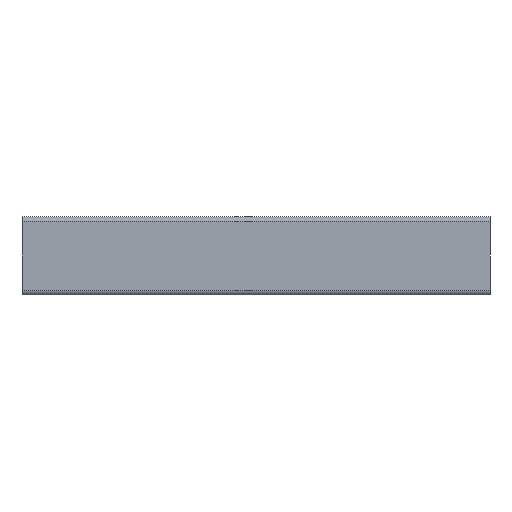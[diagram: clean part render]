
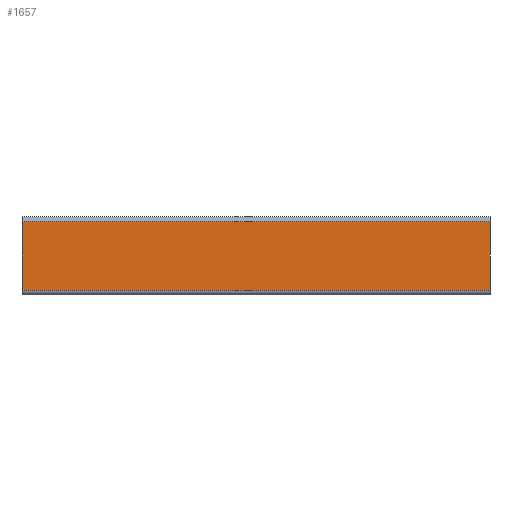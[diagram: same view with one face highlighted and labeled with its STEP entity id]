
A CAD part, left-side view. The second image highlights one B-rep face of the part: STEP entity #1657.
In plain terms, the highlighted face is planar.
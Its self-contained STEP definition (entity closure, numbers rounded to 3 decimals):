
#993 = CARTESIAN_POINT ( 'NONE',  ( 25., 22., -300. ) ) ;
#1021 = CARTESIAN_POINT ( 'NONE',  ( 25., -22., -300. ) ) ;
#1023 = CARTESIAN_POINT ( 'NONE',  ( 25., -22., 0. ) ) ;
#1029 = CARTESIAN_POINT ( 'NONE',  ( 25., 22., 0. ) ) ;
#1195 = DIRECTION ( 'NONE',  ( 0., 0., 1. ) ) ;
#1206 = LINE ( 'NONE', #1207, #4577 ) ;
#1207 = CARTESIAN_POINT ( 'NONE',  ( 25., 22., -300. ) ) ;
#1222 = LINE ( 'NONE', #1249, #4624 ) ;
#1249 = CARTESIAN_POINT ( 'NONE',  ( 25., -22., 0. ) ) ;
#1254 = DIRECTION ( 'NONE',  ( 0., 1., 0. ) ) ;
#1329 = DIRECTION ( 'NONE',  ( 0., 1., 0. ) ) ;
#1332 = LINE ( 'NONE', #1333, #4592 ) ;
#1333 = CARTESIAN_POINT ( 'NONE',  ( 25., -22., -300. ) ) ;
#1582 = LINE ( 'NONE', #1588, #4531 ) ;
#1588 = CARTESIAN_POINT ( 'NONE',  ( 25., -22., -300. ) ) ;
#1596 = DIRECTION ( 'NONE',  ( 0., 0., 1. ) ) ;
#1657 = ADVANCED_FACE ( 'PLANAR_21', ( #5325 ), #5327, .T. ) ;
#2020 = EDGE_LOOP ( 'NONE', ( #3096, #3091, #3070, #3119 ) ) ;
#2156 = VERTEX_POINT ( 'NONE', #993 ) ;
#2186 = VERTEX_POINT ( 'NONE', #1021 ) ;
#2189 = VERTEX_POINT ( 'NONE', #1023 ) ;
#2205 = VERTEX_POINT ( 'NONE', #1029 ) ;
#3070 = ORIENTED_EDGE ( 'NONE', *, *, #3877, .T. ) ;
#3091 = ORIENTED_EDGE ( 'NONE', *, *, #3805, .F. ) ;
#3096 = ORIENTED_EDGE ( 'NONE', *, *, #3835, .F. ) ;
#3119 = ORIENTED_EDGE ( 'NONE', *, *, #3815, .T. ) ;
#3805 = EDGE_CURVE ( 'NONE', #2186, #2189, #1582, .T. ) ;
#3815 = EDGE_CURVE ( 'NONE', #2156, #2205, #1206, .T. ) ;
#3835 = EDGE_CURVE ( 'NONE', #2189, #2205, #1222, .T. ) ;
#3877 = EDGE_CURVE ( 'NONE', #2186, #2156, #1332, .T. ) ;
#4531 = VECTOR ( 'NONE', #1596, 1000. ) ;
#4577 = VECTOR ( 'NONE', #1195, 1000. ) ;
#4592 = VECTOR ( 'NONE', #1329, 1000. ) ;
#4624 = VECTOR ( 'NONE', #1254, 1000. ) ;
#4856 = AXIS2_PLACEMENT_3D ( 'NONE', #5329, #5331, #5322 ) ;
#5322 = DIRECTION ( 'NONE',  ( 0., 0., -1. ) ) ;
#5325 = FACE_OUTER_BOUND ( 'NONE', #2020, .T. ) ;
#5327 = PLANE ( 'NONE',  #4856 ) ;
#5329 = CARTESIAN_POINT ( 'NONE',  ( 25., -22., -300. ) ) ;
#5331 = DIRECTION ( 'NONE',  ( 1., 0., 0. ) ) ;
